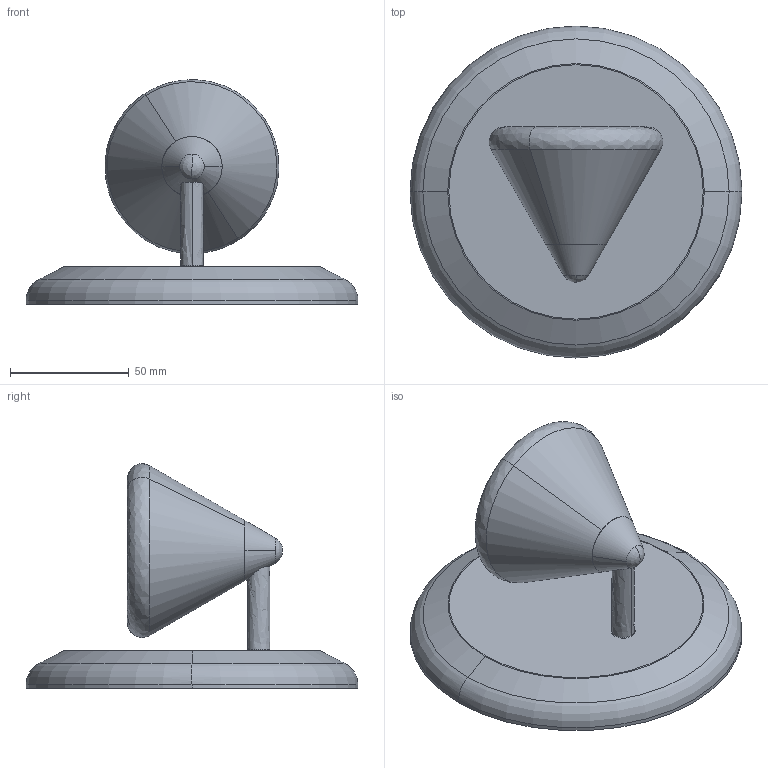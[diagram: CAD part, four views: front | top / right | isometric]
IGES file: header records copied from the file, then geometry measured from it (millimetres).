
Start section: SolidWorks IGES file using analytic representation for surfaces
Global section: file name: APLOS - Apollo - Sconce.IGS; native system: SolidWorks 2020; preprocessor: SolidWorks 2020; author: Design; date: 201030.132700; units: millimetre
Bounding box: 139.7 x 139.7 x 94.51 mm (x, y, z)
Volume: 332571.5 mm3; surface area: 49952.9 mm2
Topology: 1 solids, 1 shells, 97 faces, 230 edges, 149 vertices
Faces by surface type: revolution 72, plane 25
